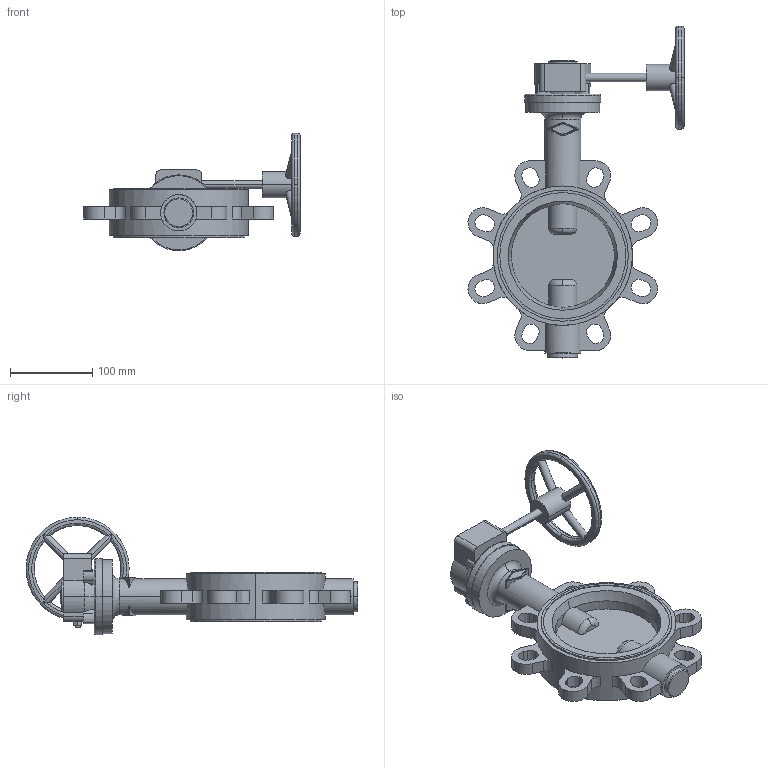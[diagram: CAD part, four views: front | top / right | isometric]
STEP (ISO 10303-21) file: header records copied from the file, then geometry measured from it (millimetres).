
FILE_DESCRIPTION( ( '' ), '1' );
FILE_NAME( 'c000006562.stp', '2017-03-13T09:42:27', ( '' ), ( '' ), ' ', ' ', ' ' );
FILE_SCHEMA( ( 'CONFIG_CONTROL_DESIGN' ) );
Length unit declared in the file: millimetre
Products named in the file (2): 1; 2
Bounding box: 261.99 x 402.5 x 142.5 mm (x, y, z)
Volume: 1444319.4 mm3; surface area: 204580.2 mm2
Topology: 2 solids, 2 shells, 320 faces, 884 edges, 590 vertices
Faces by surface type: plane 157, cylinder 126, torus 26, cone 11
Entity records: 12004 total; most frequent: CARTESIAN_POINT 3486, DIRECTION 1818, ORIENTED_EDGE 1768, EDGE_CURVE 884, AXIS2_PLACEMENT_3D 694, VERTEX_POINT 590, LINE 430, VECTOR 430
